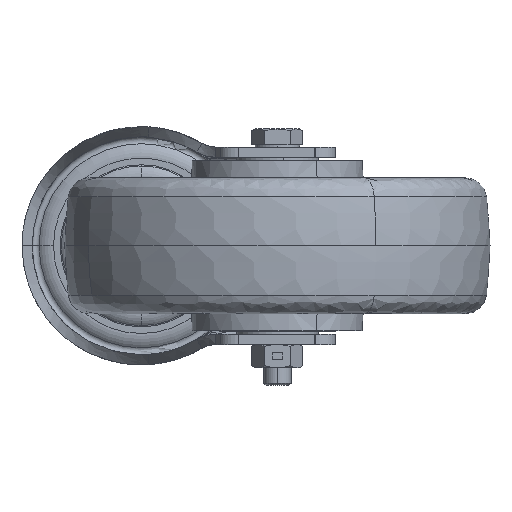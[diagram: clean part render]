
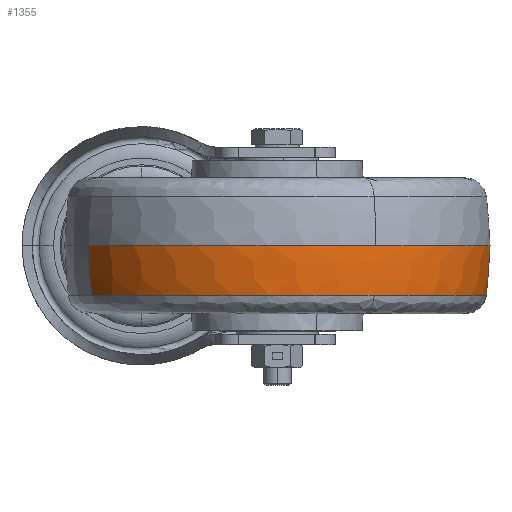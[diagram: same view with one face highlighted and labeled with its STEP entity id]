
A CAD part, front view. The second image highlights one B-rep face of the part: STEP entity #1355.
In plain terms, the highlighted toroidal (fillet/blend) face has major radius 32.499 mm and minor radius 95 mm.
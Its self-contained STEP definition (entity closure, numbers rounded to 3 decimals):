
#374 = AXIS2_PLACEMENT_3D ( 'NONE', #11497, #9978, #4708 ) ;
#808 = CARTESIAN_POINT ( 'NONE',  ( 40., -91., 0. ) ) ;
#921 = CARTESIAN_POINT ( 'NONE',  ( 40., -91., -14.459 ) ) ;
#1087 = VERTEX_POINT ( 'NONE', #8741 ) ;
#1355 = ADVANCED_FACE ( 'NONE', ( #11520 ), #5757, .T. ) ;
#1531 = CARTESIAN_POINT ( 'NONE',  ( 40., -91., -0.425 ) ) ;
#1560 = VERTEX_POINT ( 'NONE', #11033 ) ;
#2247 = AXIS2_PLACEMENT_3D ( 'NONE', #4216, #7670, #17238 ) ;
#2765 = ORIENTED_EDGE ( 'NONE', *, *, #9934, .T. ) ;
#3133 = EDGE_CURVE ( 'NONE', #18711, #5297, #20563, .T. ) ;
#3198 = EDGE_CURVE ( 'NONE', #14984, #18711, #14762, .T. ) ;
#3543 = DIRECTION ( 'NONE',  ( 0., 0., 1. ) ) ;
#3998 = CIRCLE ( 'NONE', #6744, 61.459 ) ;
#4216 = CARTESIAN_POINT ( 'NONE',  ( 68.818, -75.976, -0.425 ) ) ;
#4226 = CARTESIAN_POINT ( 'NONE',  ( 40., -91., 0. ) ) ;
#4708 = DIRECTION ( 'NONE',  ( 0.887, 0.462, 0. ) ) ;
#5136 = AXIS2_PLACEMENT_3D ( 'NONE', #4226, #13721, #15441 ) ;
#5297 = VERTEX_POINT ( 'NONE', #6627 ) ;
#5421 = ORIENTED_EDGE ( 'NONE', *, *, #3198, .F. ) ;
#5630 = DIRECTION ( 'NONE',  ( 0., 0., 1. ) ) ;
#5757 = TOROIDAL_SURFACE ( 'NONE', #6104, -32.499, 95. ) ;
#6104 = AXIS2_PLACEMENT_3D ( 'NONE', #1531, #3543, #10110 ) ;
#6627 = CARTESIAN_POINT ( 'NONE',  ( 95.42, -62.107, 0. ) ) ;
#6744 = AXIS2_PLACEMENT_3D ( 'NONE', #13957, #14172, #19092 ) ;
#7670 = DIRECTION ( 'NONE',  ( -0.462, 0.887, 0. ) ) ;
#7870 = ORIENTED_EDGE ( 'NONE', *, *, #3133, .F. ) ;
#8741 = CARTESIAN_POINT ( 'NONE',  ( 68.412, -145.497, -14.459 ) ) ;
#9934 = EDGE_CURVE ( 'NONE', #17028, #5297, #16867, .T. ) ;
#9978 = DIRECTION ( 'NONE',  ( 0.462, -0.887, 0. ) ) ;
#10110 = DIRECTION ( 'NONE',  ( 0.887, 0.462, 0. ) ) ;
#10698 = DIRECTION ( 'NONE',  ( -0.462, 0.887, 0. ) ) ;
#10906 = DIRECTION ( 'NONE',  ( 0., 0., 1. ) ) ;
#10954 = AXIS2_PLACEMENT_3D ( 'NONE', #921, #10906, #20891 ) ;
#11033 = CARTESIAN_POINT ( 'NONE',  ( -14.497, -119.412, -14.459 ) ) ;
#11041 = EDGE_CURVE ( 'NONE', #1560, #1087, #20218, .T. ) ;
#11494 = ORIENTED_EDGE ( 'NONE', *, *, #14548, .T. ) ;
#11497 = CARTESIAN_POINT ( 'NONE',  ( 11.182, -106.024, -0.425 ) ) ;
#11520 = FACE_OUTER_BOUND ( 'NONE', #16186, .T. ) ;
#11529 = CIRCLE ( 'NONE', #2247, 95. ) ;
#11970 = CARTESIAN_POINT ( 'NONE',  ( 68.893, -146.42, 0. ) ) ;
#13669 = ORIENTED_EDGE ( 'NONE', *, *, #18417, .F. ) ;
#13721 = DIRECTION ( 'NONE',  ( 0., 0., 1. ) ) ;
#13957 = CARTESIAN_POINT ( 'NONE',  ( 40., -91., -14.459 ) ) ;
#14080 = AXIS2_PLACEMENT_3D ( 'NONE', #808, #5630, #10698 ) ;
#14113 = CARTESIAN_POINT ( 'NONE',  ( -15.42, -119.893, 0. ) ) ;
#14172 = DIRECTION ( 'NONE',  ( 0., 0., 1. ) ) ;
#14548 = EDGE_CURVE ( 'NONE', #1087, #17028, #3998, .T. ) ;
#14762 = CIRCLE ( 'NONE', #5136, 62.5 ) ;
#14984 = VERTEX_POINT ( 'NONE', #14113 ) ;
#15441 = DIRECTION ( 'NONE',  ( -0.462, 0.887, 0. ) ) ;
#16046 = ORIENTED_EDGE ( 'NONE', *, *, #11041, .T. ) ;
#16186 = EDGE_LOOP ( 'NONE', ( #13669, #16046, #11494, #2765, #7870, #5421 ) ) ;
#16867 = CIRCLE ( 'NONE', #374, 95. ) ;
#17028 = VERTEX_POINT ( 'NONE', #19037 ) ;
#17238 = DIRECTION ( 'NONE',  ( -0.887, -0.462, 0. ) ) ;
#18417 = EDGE_CURVE ( 'NONE', #1560, #14984, #11529, .T. ) ;
#18711 = VERTEX_POINT ( 'NONE', #11970 ) ;
#19037 = CARTESIAN_POINT ( 'NONE',  ( 94.497, -62.588, -14.459 ) ) ;
#19092 = DIRECTION ( 'NONE',  ( -0.462, 0.887, 0. ) ) ;
#20218 = CIRCLE ( 'NONE', #10954, 61.459 ) ;
#20563 = CIRCLE ( 'NONE', #14080, 62.5 ) ;
#20891 = DIRECTION ( 'NONE',  ( -0.462, 0.887, 0. ) ) ;
